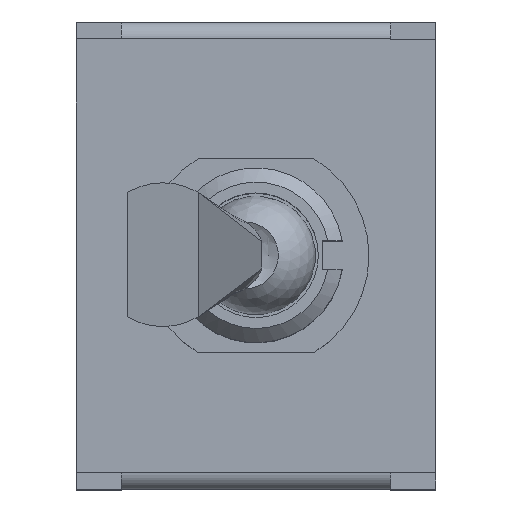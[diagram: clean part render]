
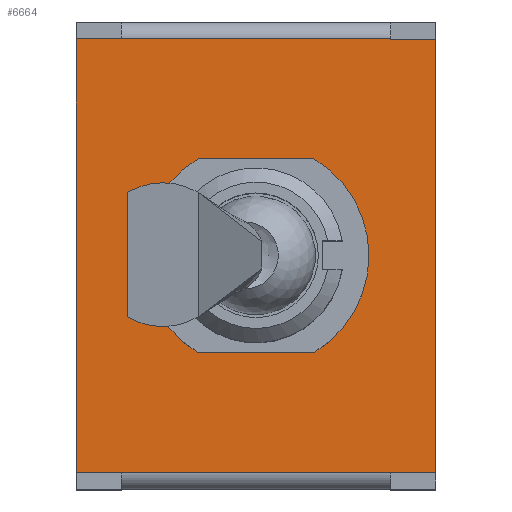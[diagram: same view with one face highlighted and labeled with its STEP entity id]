
A CAD part, top view. The second image highlights one B-rep face of the part: STEP entity #6664.
In plain terms, the highlighted planar face has unit normal (0, 0, 1).
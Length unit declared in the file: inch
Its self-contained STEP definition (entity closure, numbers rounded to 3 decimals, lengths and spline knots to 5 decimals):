
#238=FACE_BOUND('',#707,.T.);
#296=FACE_OUTER_BOUND('',#706,.T.);
#706=EDGE_LOOP('',(#4478,#4479,#4480,#4481,#4482,#4483,#4484,#4485,#4486,
#4487));
#707=EDGE_LOOP('',(#4488,#4489,#4490,#4491));
#1150=CIRCLE('',#7110,0.15709);
#1151=CIRCLE('',#7111,0.15709);
#1414=LINE('',#10047,#2123);
#1415=LINE('',#10048,#2124);
#1416=LINE('',#10050,#2125);
#1417=LINE('',#10052,#2126);
#1418=LINE('',#10054,#2127);
#1419=LINE('',#10056,#2128);
#1420=LINE('',#10057,#2129);
#1421=LINE('',#10059,#2130);
#1422=LINE('',#10061,#2131);
#1423=LINE('',#10062,#2132);
#1424=LINE('',#10065,#2133);
#1425=LINE('',#10069,#2134);
#2123=VECTOR('',#7869,0.3937);
#2124=VECTOR('',#7870,0.3937);
#2125=VECTOR('',#7871,0.3937);
#2126=VECTOR('',#7872,0.3937);
#2127=VECTOR('',#7873,0.3937);
#2128=VECTOR('',#7874,0.3937);
#2129=VECTOR('',#7875,0.3937);
#2130=VECTOR('',#7876,0.3937);
#2131=VECTOR('',#7877,0.3937);
#2132=VECTOR('',#7878,0.3937);
#2133=VECTOR('',#7879,0.3937);
#2134=VECTOR('',#7882,0.3937);
#2835=VERTEX_POINT('',#10023);
#2838=VERTEX_POINT('',#10030);
#2843=VERTEX_POINT('',#10045);
#2844=VERTEX_POINT('',#10046);
#2845=VERTEX_POINT('',#10049);
#2846=VERTEX_POINT('',#10051);
#2847=VERTEX_POINT('',#10053);
#2848=VERTEX_POINT('',#10055);
#2849=VERTEX_POINT('',#10058);
#2850=VERTEX_POINT('',#10060);
#2851=VERTEX_POINT('',#10063);
#2852=VERTEX_POINT('',#10064);
#2853=VERTEX_POINT('',#10066);
#2854=VERTEX_POINT('',#10068);
#3462=EDGE_CURVE('',#2843,#2844,#1414,.T.);
#3463=EDGE_CURVE('',#2838,#2844,#1415,.T.);
#3464=EDGE_CURVE('',#2838,#2845,#1416,.T.);
#3465=EDGE_CURVE('',#2845,#2846,#1417,.T.);
#3466=EDGE_CURVE('',#2847,#2846,#1418,.T.);
#3467=EDGE_CURVE('',#2847,#2848,#1419,.T.);
#3468=EDGE_CURVE('',#2848,#2835,#1420,.T.);
#3469=EDGE_CURVE('',#2835,#2849,#1421,.T.);
#3470=EDGE_CURVE('',#2849,#2850,#1422,.T.);
#3471=EDGE_CURVE('',#2843,#2850,#1423,.T.);
#3472=EDGE_CURVE('',#2851,#2852,#1424,.T.);
#3473=EDGE_CURVE('',#2853,#2851,#1150,.T.);
#3474=EDGE_CURVE('',#2854,#2853,#1425,.T.);
#3475=EDGE_CURVE('',#2852,#2854,#1151,.T.);
#4478=ORIENTED_EDGE('',*,*,#3462,.T.);
#4479=ORIENTED_EDGE('',*,*,#3463,.F.);
#4480=ORIENTED_EDGE('',*,*,#3464,.T.);
#4481=ORIENTED_EDGE('',*,*,#3465,.T.);
#4482=ORIENTED_EDGE('',*,*,#3466,.F.);
#4483=ORIENTED_EDGE('',*,*,#3467,.T.);
#4484=ORIENTED_EDGE('',*,*,#3468,.T.);
#4485=ORIENTED_EDGE('',*,*,#3469,.T.);
#4486=ORIENTED_EDGE('',*,*,#3470,.T.);
#4487=ORIENTED_EDGE('',*,*,#3471,.F.);
#4488=ORIENTED_EDGE('',*,*,#3472,.F.);
#4489=ORIENTED_EDGE('',*,*,#3473,.F.);
#4490=ORIENTED_EDGE('',*,*,#3474,.F.);
#4491=ORIENTED_EDGE('',*,*,#3475,.F.);
#6420=PLANE('',#7109);
#6664=ADVANCED_FACE('',(#296,#238),#6420,.T.);
#7109=AXIS2_PLACEMENT_3D('',#10044,#7867,#7868);
#7110=AXIS2_PLACEMENT_3D('',#10067,#7880,#7881);
#7111=AXIS2_PLACEMENT_3D('',#10070,#7883,#7884);
#7867=DIRECTION('center_axis',(0.,0.,
1.));
#7868=DIRECTION('ref_axis',(1.,0.,0.));
#7869=DIRECTION('',(0.,-1.,0.));
#7870=DIRECTION('',(-1.,0.,0.));
#7871=DIRECTION('',(1.,0.,0.));
#7872=DIRECTION('',(0.,1.,0.));
#7873=DIRECTION('',(1.,0.,0.));
#7874=DIRECTION('',(0.,1.,0.));
#7875=DIRECTION('',(-1.,0.,0.));
#7876=DIRECTION('',(-1.,0.,0.));
#7877=DIRECTION('',(0.,-1.,0.));
#7878=DIRECTION('',(-1.,0.,0.));
#7879=DIRECTION('',(-1.,0.,0.));
#7880=DIRECTION('center_axis',(0.,0.,
1.));
#7881=DIRECTION('ref_axis',(1.,0.,0.));
#7882=DIRECTION('',(1.,0.,0.));
#7883=DIRECTION('center_axis',(0.,0.,
1.));
#7884=DIRECTION('ref_axis',(1.,0.,0.));
#10023=CARTESIAN_POINT('',(-0.18701,0.30138,0.41496));
#10030=CARTESIAN_POINT('',(0.18701,-0.30138,0.41496));
#10044=CARTESIAN_POINT('Origin',(0.,0.30138,
0.41496));
#10045=CARTESIAN_POINT('',(-0.18701,-0.30098,0.41496));
#10046=CARTESIAN_POINT('',(-0.18701,-0.30138,0.41496));
#10047=CARTESIAN_POINT('',(-0.18701,-0.30138,0.41496));
#10048=CARTESIAN_POINT('',(0.,-0.30138,0.41496));
#10049=CARTESIAN_POINT('',(0.25,-0.30138,0.41496));
#10050=CARTESIAN_POINT('',(0.18701,-0.30138,0.41496));
#10051=CARTESIAN_POINT('',(0.25,0.30098,0.41496));
#10052=CARTESIAN_POINT('',(0.25,0.30098,0.41496));
#10053=CARTESIAN_POINT('',(0.18701,0.30098,0.41496));
#10054=CARTESIAN_POINT('',(0.18701,0.30098,0.41496));
#10055=CARTESIAN_POINT('',(0.18701,0.30138,0.41496));
#10056=CARTESIAN_POINT('',(0.18701,-0.30138,0.41496));
#10057=CARTESIAN_POINT('',(0.,0.30138,0.41496));
#10058=CARTESIAN_POINT('',(-0.25,0.30138,0.41496));
#10059=CARTESIAN_POINT('',(-0.18701,0.30138,0.41496));
#10060=CARTESIAN_POINT('',(-0.25,-0.30098,0.41496));
#10061=CARTESIAN_POINT('',(-0.25,-0.30098,0.41496));
#10062=CARTESIAN_POINT('',(-0.18701,-0.30098,0.41496));
#10063=CARTESIAN_POINT('',(0.08025,0.13504,0.41496));
#10064=CARTESIAN_POINT('',(-0.08025,0.13504,0.41496));
#10065=CARTESIAN_POINT('',(-0.08025,0.13504,0.41496));
#10066=CARTESIAN_POINT('',(0.08025,-0.13504,0.41496));
#10067=CARTESIAN_POINT('Origin',(0.,0.,
0.41496));
#10068=CARTESIAN_POINT('',(-0.08025,-0.13504,0.41496));
#10069=CARTESIAN_POINT('',(0.08025,-0.13504,0.41496));
#10070=CARTESIAN_POINT('Origin',(0.,0.,
0.41496));
